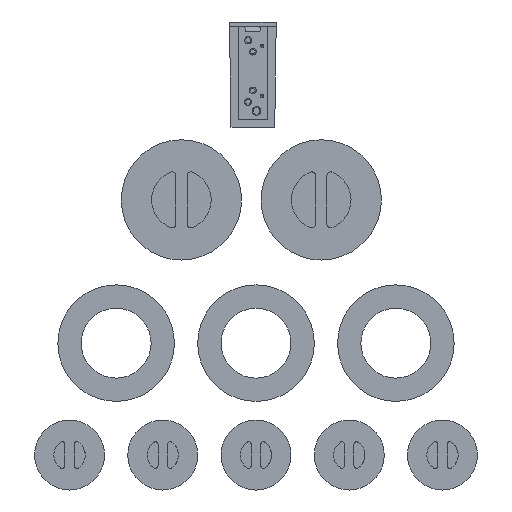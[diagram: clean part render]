
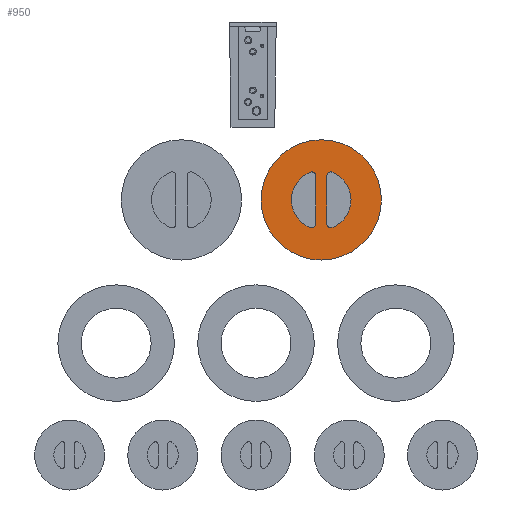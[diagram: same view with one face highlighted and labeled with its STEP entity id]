
A CAD part, front view. The second image highlights one B-rep face of the part: STEP entity #950.
In plain terms, the highlighted planar face has unit normal (0, -1, 0).
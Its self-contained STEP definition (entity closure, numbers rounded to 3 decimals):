
#10=CARTESIAN_POINT('',(0.,-1299.,1078.));
#20=DIRECTION('',(0.,-1.,0.));
#30=DIRECTION('',(1.,0.,0.));
#40=AXIS2_PLACEMENT_3D('',#10,#20,#30);
#50=PLANE('',#40);
#60=CARTESIAN_POINT('',(-410.066,-1299.,1105.057));
#70=DIRECTION('',(0.,1.,0.));
#80=DIRECTION('',(1.,-0.,0.));
#90=AXIS2_PLACEMENT_3D('',#60,#70,#80);
#100=CIRCLE('',#90,3.998);
#110=CARTESIAN_POINT('',(-411.507,-1299.,1108.786));
#120=VERTEX_POINT('',#110);
#130=CARTESIAN_POINT('',(-406.069,-1299.,1105.057));
#140=VERTEX_POINT('',#130);
#150=EDGE_CURVE('',#120,#140,#100,.T.);
#160=ORIENTED_EDGE('',*,*,#150,.T.);
#170=CARTESIAN_POINT('',(-400.,-1299.,1079.));
#180=DIRECTION('',(0.,1.,0.));
#190=DIRECTION('',(1.,0.,0.));
#200=AXIS2_PLACEMENT_3D('',#170,#180,#190);
#210=CIRCLE('',#200,31.931);
#220=CARTESIAN_POINT('',(-411.507,-1299.,1049.214));
#230=VERTEX_POINT('',#220);
#240=EDGE_CURVE('',#230,#120,#210,.T.);
#250=ORIENTED_EDGE('',*,*,#240,.T.);
#260=CARTESIAN_POINT('',(-410.066,-1299.,1052.943));
#270=DIRECTION('',(0.,1.,0.));
#280=DIRECTION('',(1.,-0.,0.));
#290=AXIS2_PLACEMENT_3D('',#260,#270,#280);
#300=CIRCLE('',#290,3.998);
#310=CARTESIAN_POINT('',(-406.069,-1299.,1052.943));
#320=VERTEX_POINT('',#310);
#330=EDGE_CURVE('',#320,#230,#300,.T.);
#340=ORIENTED_EDGE('',*,*,#330,.T.);
#350=CARTESIAN_POINT('',(-406.069,-1299.,1105.057));
#360=DIRECTION('',(0.,0.,-1.));
#370=VECTOR('',#360,1.);
#380=LINE('',#350,#370);
#390=EDGE_CURVE('',#140,#320,#380,.T.);
#400=ORIENTED_EDGE('',*,*,#390,.T.);
#410=EDGE_LOOP('',(#400,#340,#250,#160));
#420=FACE_BOUND('',#410,.T.);
#430=CARTESIAN_POINT('',(-389.934,-1299.,1105.057));
#440=DIRECTION('',(0.,-1.,0.));
#450=DIRECTION('',(-1.,0.,0.));
#460=AXIS2_PLACEMENT_3D('',#430,#440,#450);
#470=CIRCLE('',#460,3.998);
#480=CARTESIAN_POINT('',(-388.493,-1299.,1108.786));
#490=VERTEX_POINT('',#480);
#500=CARTESIAN_POINT('',(-393.931,-1299.,1105.057));
#510=VERTEX_POINT('',#500);
#520=EDGE_CURVE('',#490,#510,#470,.T.);
#530=ORIENTED_EDGE('',*,*,#520,.F.);
#540=CARTESIAN_POINT('',(-393.931,-1299.,1105.057));
#550=DIRECTION('',(0.,0.,-1.));
#560=VECTOR('',#550,1.);
#570=LINE('',#540,#560);
#580=CARTESIAN_POINT('',(-393.931,-1299.,1052.943));
#590=VERTEX_POINT('',#580);
#600=EDGE_CURVE('',#510,#590,#570,.T.);
#610=ORIENTED_EDGE('',*,*,#600,.F.);
#620=CARTESIAN_POINT('',(-389.934,-1299.,1052.943));
#630=DIRECTION('',(0.,-1.,0.));
#640=DIRECTION('',(-1.,0.,0.));
#650=AXIS2_PLACEMENT_3D('',#620,#630,#640);
#660=CIRCLE('',#650,3.998);
#670=CARTESIAN_POINT('',(-388.493,-1299.,1049.214));
#680=VERTEX_POINT('',#670);
#690=EDGE_CURVE('',#590,#680,#660,.T.);
#700=ORIENTED_EDGE('',*,*,#690,.F.);
#710=CARTESIAN_POINT('',(-400.,-1299.,1079.));
#720=DIRECTION('',(0.,-1.,0.));
#730=DIRECTION('',(-1.,0.,0.));
#740=AXIS2_PLACEMENT_3D('',#710,#720,#730);
#750=CIRCLE('',#740,31.931);
#760=EDGE_CURVE('',#680,#490,#750,.T.);
#770=ORIENTED_EDGE('',*,*,#760,.F.);
#780=EDGE_LOOP('',(#770,#700,#610,#530));
#790=FACE_BOUND('',#780,.T.);
#800=CARTESIAN_POINT('',(-400.,-1299.,1079.));
#810=DIRECTION('',(0.,-1.,0.));
#820=DIRECTION('',(1.,0.,0.));
#830=AXIS2_PLACEMENT_3D('',#800,#810,#820);
#840=CIRCLE('',#830,64.5);
#850=CARTESIAN_POINT('',(-335.5,-1299.,1079.));
#860=VERTEX_POINT('',#850);
#870=CARTESIAN_POINT('',(-464.5,-1299.,1079.));
#880=VERTEX_POINT('',#870);
#890=EDGE_CURVE('',#860,#880,#840,.T.);
#900=ORIENTED_EDGE('',*,*,#890,.T.);
#910=EDGE_CURVE('',#880,#860,#840,.T.);
#920=ORIENTED_EDGE('',*,*,#910,.T.);
#930=EDGE_LOOP('',(#920,#900));
#940=FACE_OUTER_BOUND('',#930,.T.);
#950=ADVANCED_FACE('',(#420,#790,#940),#50,.T.);
